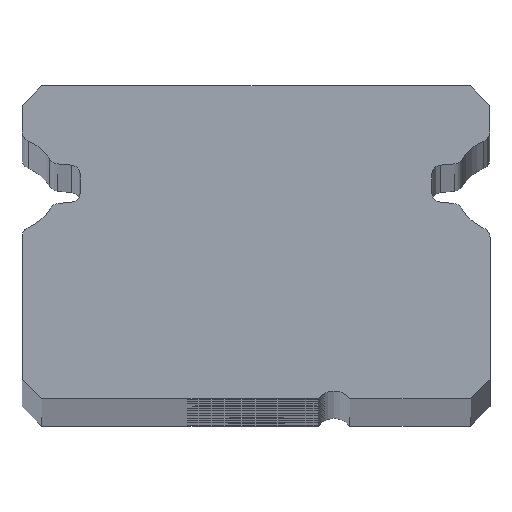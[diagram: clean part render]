
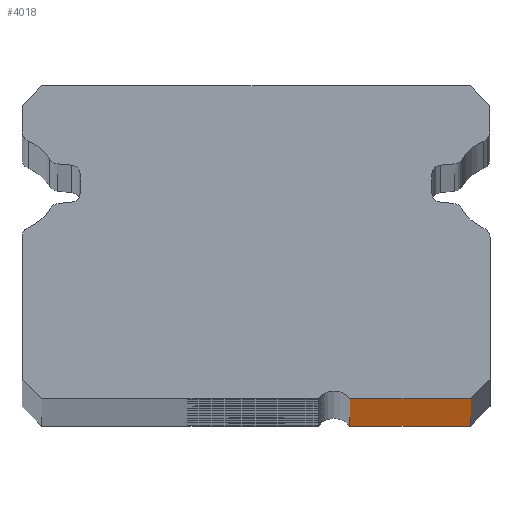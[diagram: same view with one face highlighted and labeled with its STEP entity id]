
A CAD part, top view. The second image highlights one B-rep face of the part: STEP entity #4018.
In plain terms, the highlighted planar face has unit normal (0, -1, 0).
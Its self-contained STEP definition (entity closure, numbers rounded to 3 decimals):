
#217 = LINE ( 'NONE', #1006, #3827 ) ;
#266 = DIRECTION ( 'NONE',  ( 0., 1., 0. ) ) ;
#421 = LINE ( 'NONE', #978, #3137 ) ;
#664 = LINE ( 'NONE', #3242, #3735 ) ;
#840 = EDGE_LOOP ( 'NONE', ( #4178, #1118, #1313, #2379 ) ) ;
#978 = CARTESIAN_POINT ( 'NONE',  ( 2.393, -5.5, 200. ) ) ;
#1006 = CARTESIAN_POINT ( 'NONE',  ( 5.484, -5.5, 200. ) ) ;
#1044 = DIRECTION ( 'NONE',  ( 0., 0., -1. ) ) ;
#1118 = ORIENTED_EDGE ( 'NONE', *, *, #3425, .F. ) ;
#1280 = DIRECTION ( 'NONE',  ( 0., 0., -1. ) ) ;
#1299 = DIRECTION ( 'NONE',  ( 1., 0., 0. ) ) ;
#1313 = ORIENTED_EDGE ( 'NONE', *, *, #3293, .F. ) ;
#1723 = VERTEX_POINT ( 'NONE', #2772 ) ;
#1745 = CARTESIAN_POINT ( 'NONE',  ( 5.484, -5.5, -200. ) ) ;
#1804 = FACE_OUTER_BOUND ( 'NONE', #840, .T. ) ;
#1889 = EDGE_CURVE ( 'NONE', #2310, #1723, #664, .T. ) ;
#1948 = PLANE ( 'NONE',  #2308 ) ;
#2187 = CARTESIAN_POINT ( 'NONE',  ( 2.393, -5.5, -200. ) ) ;
#2308 = AXIS2_PLACEMENT_3D ( 'NONE', #2610, #266, #3564 ) ;
#2310 = VERTEX_POINT ( 'NONE', #4082 ) ;
#2379 = ORIENTED_EDGE ( 'NONE', *, *, #1889, .T. ) ;
#2496 = CARTESIAN_POINT ( 'NONE',  ( 5.484, -5.5, 200. ) ) ;
#2610 = CARTESIAN_POINT ( 'NONE',  ( 2.393, -5.5, 200. ) ) ;
#2643 = EDGE_CURVE ( 'NONE', #1723, #3059, #2897, .T. ) ;
#2772 = CARTESIAN_POINT ( 'NONE',  ( 2.393, -5.5, -200. ) ) ;
#2781 = VECTOR ( 'NONE', #3815, 1000. ) ;
#2897 = LINE ( 'NONE', #2187, #2781 ) ;
#3059 = VERTEX_POINT ( 'NONE', #1745 ) ;
#3137 = VECTOR ( 'NONE', #1299, 1000. ) ;
#3242 = CARTESIAN_POINT ( 'NONE',  ( 2.393, -5.5, 200. ) ) ;
#3293 = EDGE_CURVE ( 'NONE', #2310, #3685, #421, .T. ) ;
#3425 = EDGE_CURVE ( 'NONE', #3685, #3059, #217, .T. ) ;
#3564 = DIRECTION ( 'NONE',  ( 0., 0., 1. ) ) ;
#3685 = VERTEX_POINT ( 'NONE', #2496 ) ;
#3735 = VECTOR ( 'NONE', #1280, 1000. ) ;
#3815 = DIRECTION ( 'NONE',  ( 1., 0., 0. ) ) ;
#3827 = VECTOR ( 'NONE', #1044, 1000. ) ;
#4018 = ADVANCED_FACE ( 'NONE', ( #1804 ), #1948, .F. ) ;
#4082 = CARTESIAN_POINT ( 'NONE',  ( 2.393, -5.5, 200. ) ) ;
#4178 = ORIENTED_EDGE ( 'NONE', *, *, #2643, .T. ) ;
